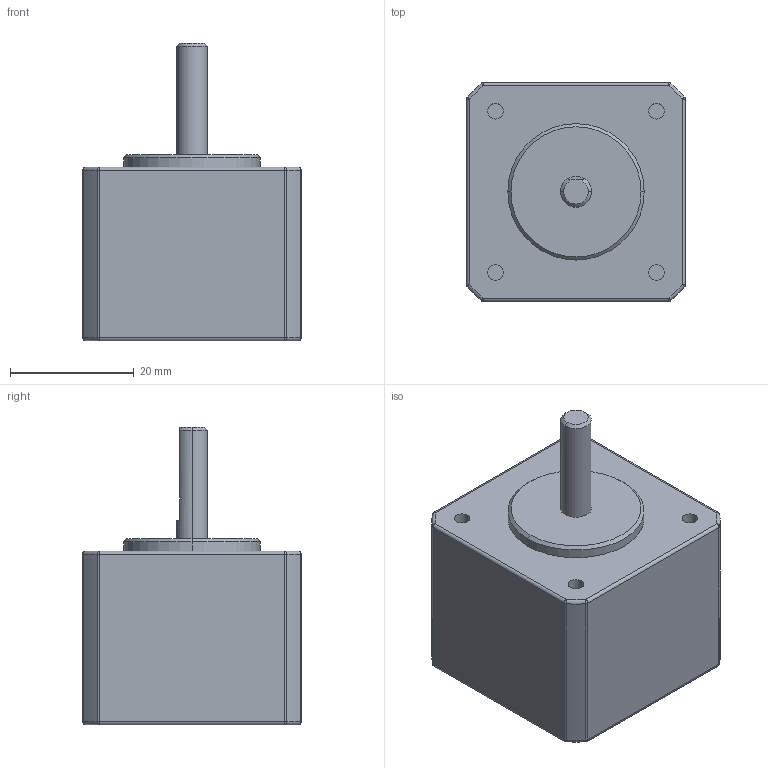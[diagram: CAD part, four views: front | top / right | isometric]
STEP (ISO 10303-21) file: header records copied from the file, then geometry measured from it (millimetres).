
FILE_DESCRIPTION (( 'STEP AP214' ), '1' );
FILE_NAME ('AM14HA04A0-01.STEP', '2016-06-15T04:51:18', ( 'jrww' ), ( 'jrww' ), 'SwSTEP 2.0', 'SolidWorks 2011', '' );
FILE_SCHEMA (( 'AUTOMOTIVE_DESIGN' ));
Length unit declared in the file: millimetre
Products named in the file (1): AM14HA04A0-01
Bounding box: 35.3 x 35.3 x 48 mm (x, y, z)
Volume: 35578.1 mm3; surface area: 6666.6 mm2
Topology: 1 solids, 1 shells, 75 faces, 156 edges, 81 vertices
Faces by surface type: cylinder 32, sphere 16, plane 14, torus 8, cone 5
Entity records: 1957 total; most frequent: DIRECTION 393, CARTESIAN_POINT 319, ORIENTED_EDGE 296, AXIS2_PLACEMENT_3D 171, EDGE_CURVE 148, CIRCLE 95, VERTEX_POINT 81, EDGE_LOOP 81
